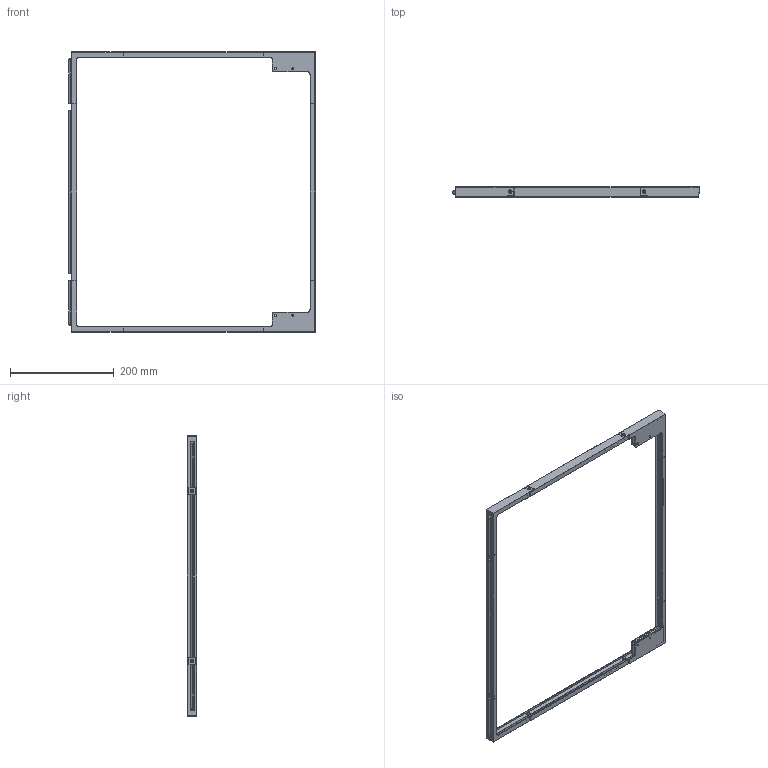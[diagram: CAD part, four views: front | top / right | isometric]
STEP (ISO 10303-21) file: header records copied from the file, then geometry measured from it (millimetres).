
FILE_DESCRIPTION(/* description */ ('','CAx-IF Rec.Pracs.---Representation and Presentation of Product Manufacturing Information (PMI)---4.0---2014-10-13'),/* implementation_level */ '2;1');
FILE_NAME(/* name */ '350 Magnetic Tip-In Panels SLIM.step',/* time_stamp */ '2025-02-08T11:37:18-05:00',/* author */ (''),/* organization */ (''),/* preprocessor_version */ 'ST-DEVELOPER v20',/* originating_system */ 'Autodesk Translation Framework v13.20.0.188',/* authorisation */ '');
FILE_SCHEMA (('AP242_MANAGED_MODEL_BASED_3D_ENGINEERING_MIM_LF { 1 0 10303 442 1 1 4 }'));
Length unit declared in the file: millimetre
Products named in the file (4): dc350 tip in panel assembly v1; 350_Doom_Panel; Moodcube_350_panel_frames v4(Mirror); stock DC unmodded parts(Mirror)
Assembly tree (3 placements, depth 4):
  dc350 tip in panel assembly v1
    350_Doom_Panel
      Moodcube_350_panel_frames v4(Mirror)
        stock DC unmodded parts(Mirror)
Bounding box: 475 x 18.5 x 540 mm (x, y, z)
Volume: 334141.9 mm3; surface area: 180449.7 mm2
Topology: 8 solids, 8 shells, 1145 faces, 2632 edges, 1515 vertices
Faces by surface type: plane 987, cone 84, cylinder 64, bspline 7, torus 3
Full cylindrical faces by diameter (mm): 3.4 x16, 4.7 x12, 6.2 x8
Entity records: 31427 total; most frequent: CARTESIAN_POINT 5697, ORIENTED_EDGE 5264, DIRECTION 5147, EDGE_CURVE 2632, LINE 2335, VECTOR 2335, VERTEX_POINT 1515, AXIS2_PLACEMENT_3D 1406
